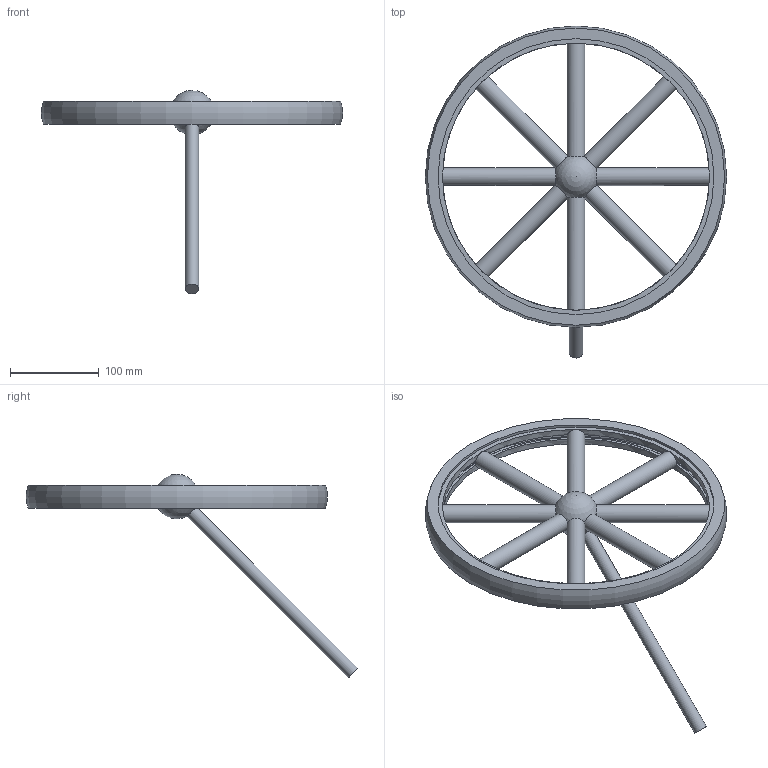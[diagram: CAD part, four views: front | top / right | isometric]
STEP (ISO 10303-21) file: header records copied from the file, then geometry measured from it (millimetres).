
FILE_DESCRIPTION(/* description */ ('Unknown'),/* implementation_level */ '2;1');
FILE_NAME(/* name */ 'wheel',/* time_stamp */ '2020-06-02T03:35:46+02:00',/* author */ ('Unknown'),/* organization */ ('Unknown'),/* preprocessor_version */ 'ST-DEVELOPER v16.7',/* originating_system */ 'Solid Edge',/* authorisation */ 'Unknown');
FILE_SCHEMA (('AUTOMOTIVE_DESIGN {1 0 10303 214 3 1 1}'));
Length unit declared in the file: millimetre
Products named in the file (1): wheel
Bounding box: 338.61 x 372.77 x 228.47 mm (x, y, z)
Volume: 636452.6 mm3; surface area: 225547.9 mm2
Topology: 1 solids, 1 shells, 70 faces, 266 edges, 174 vertices
Faces by surface type: plane 34, cylinder 31, sphere 2, torus 2, cone 1
Full cylindrical faces by diameter (mm): 15 x1, 20 x8, 306 x2, 310 x2, 316 x2
Entity records: 2842 total; most frequent: CARTESIAN_POINT 699, ORIENTED_EDGE 468, DIRECTION 426, EDGE_CURVE 234, AXIS2_PLACEMENT_3D 177, VERTEX_POINT 162, CIRCLE 98, EDGE_LOOP 98
